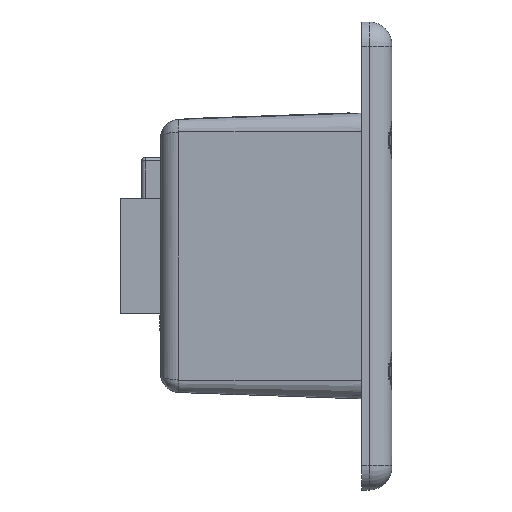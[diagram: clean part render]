
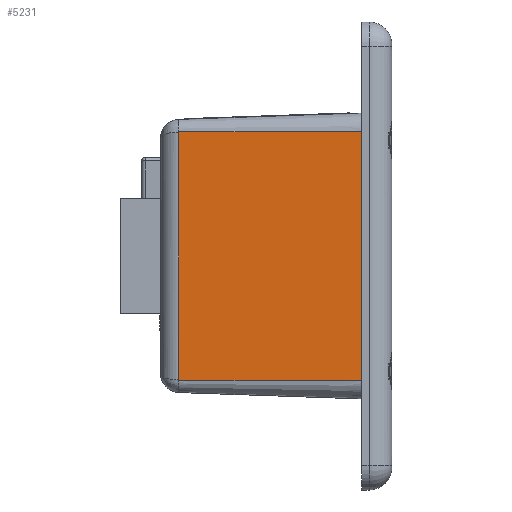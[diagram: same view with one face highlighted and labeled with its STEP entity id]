
A CAD part, left-side view. The second image highlights one B-rep face of the part: STEP entity #5231.
In plain terms, the highlighted planar face has unit normal (-0.999, 0.035, 0).
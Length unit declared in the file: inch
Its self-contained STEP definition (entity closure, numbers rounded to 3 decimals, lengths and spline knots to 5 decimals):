
#554 = EDGE_LOOP ( 'NONE', ( #24167, #6291, #13815, #9389 ) ) ;
#1372 = EDGE_CURVE ( 'NONE', #19113, #2593, #21961, .T. ) ;
#2366 = CARTESIAN_POINT ( 'NONE',  ( -1.815, 0., -0.655 ) ) ;
#2593 = VERTEX_POINT ( 'NONE', #21696 ) ;
#2715 = EDGE_CURVE ( 'NONE', #26678, #19113, #17721, .T. ) ;
#5231 = ADVANCED_FACE ( 'NONE', ( #5873 ), #21995, .T. ) ;
#5873 = FACE_OUTER_BOUND ( 'NONE', #554, .T. ) ;
#6291 = ORIENTED_EDGE ( 'NONE', *, *, #2715, .T. ) ;
#7712 = DIRECTION ( 'NONE',  ( 0., 0., -1. ) ) ;
#9389 = ORIENTED_EDGE ( 'NONE', *, *, #14444, .T. ) ;
#10600 = CARTESIAN_POINT ( 'NONE',  ( -1.78128, 0.96549, -0.655 ) ) ;
#11579 = CARTESIAN_POINT ( 'NONE',  ( -1.815, 0., -0.655 ) ) ;
#13462 = EDGE_CURVE ( 'NONE', #26678, #18878, #24917, .T. ) ;
#13609 = DIRECTION ( 'NONE',  ( -0.035, -0.999, 0. ) ) ;
#13718 = DIRECTION ( 'NONE',  ( 0., 0., 1. ) ) ;
#13815 = ORIENTED_EDGE ( 'NONE', *, *, #1372, .T. ) ;
#14444 = EDGE_CURVE ( 'NONE', #2593, #18878, #21193, .T. ) ;
#15639 = CARTESIAN_POINT ( 'NONE',  ( -1.815, 0., -0.655 ) ) ;
#16150 = CARTESIAN_POINT ( 'NONE',  ( -1.78128, 0.96549, -0.655 ) ) ;
#16273 = VECTOR ( 'NONE', #13718, 39.37008 ) ;
#16355 = VECTOR ( 'NONE', #19428, 39.37008 ) ;
#16582 = DIRECTION ( 'NONE',  ( -0.035, -0.999, 0. ) ) ;
#17721 = LINE ( 'NONE', #16150, #23328 ) ;
#18788 = AXIS2_PLACEMENT_3D ( 'NONE', #15639, #26231, #13609 ) ;
#18878 = VERTEX_POINT ( 'NONE', #26571 ) ;
#19113 = VERTEX_POINT ( 'NONE', #10600 ) ;
#19308 = VECTOR ( 'NONE', #16582, 39.37008 ) ;
#19341 = CARTESIAN_POINT ( 'NONE',  ( -1.78128, 0.96549, 0.655 ) ) ;
#19428 = DIRECTION ( 'NONE',  ( -0.035, -0.999, 0. ) ) ;
#21193 = LINE ( 'NONE', #11579, #16273 ) ;
#21696 = CARTESIAN_POINT ( 'NONE',  ( -1.815, 0., -0.655 ) ) ;
#21961 = LINE ( 'NONE', #2366, #16355 ) ;
#21995 = PLANE ( 'NONE',  #18788 ) ;
#22938 = CARTESIAN_POINT ( 'NONE',  ( -1.815, 0., 0.655 ) ) ;
#23328 = VECTOR ( 'NONE', #7712, 39.37008 ) ;
#24167 = ORIENTED_EDGE ( 'NONE', *, *, #13462, .F. ) ;
#24917 = LINE ( 'NONE', #22938, #19308 ) ;
#26231 = DIRECTION ( 'NONE',  ( -0.999, 0.035, 0. ) ) ;
#26571 = CARTESIAN_POINT ( 'NONE',  ( -1.815, 0., 0.655 ) ) ;
#26678 = VERTEX_POINT ( 'NONE', #19341 ) ;
